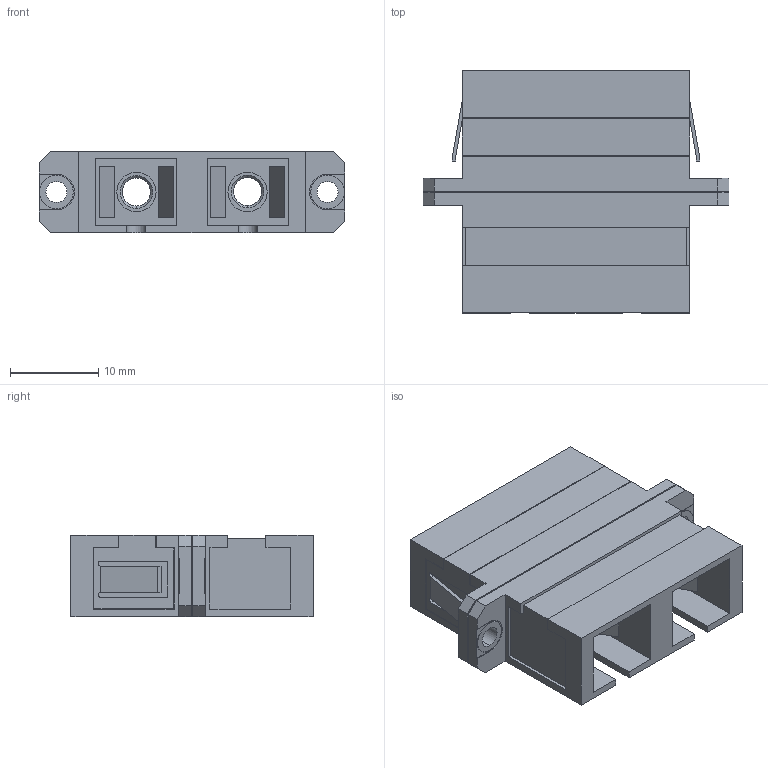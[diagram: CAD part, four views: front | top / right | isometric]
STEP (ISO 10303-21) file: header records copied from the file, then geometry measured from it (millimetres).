
FILE_DESCRIPTION (( 'STEP AP203' ), '1' );
FILE_NAME ('FOA-005MA.STEP', '2006-06-30T19:16:10', ( ' ' ), ( ' ' ), 'SwSTEP 2.0', 'SolidWorks 2005354', '' );
FILE_SCHEMA (( 'CONFIG_CONTROL_DESIGN' ));
Length unit declared in the file: inch
Products named in the file (2): FOA-005MA
Assembly tree (1 placements, depth 2):
  FOA-005MA
    FOA-005MA
Bounding box: 34.67 x 27.43 x 9.27 mm (x, y, z)
Volume: 3448 mm3; surface area: 5916.3 mm2
Topology: 1 solids, 1 shells, 254 faces, 684 edges, 452 vertices
Faces by surface type: plane 210, cylinder 36, cone 8
Entity records: 8068 total; most frequent: CARTESIAN_POINT 1394, ORIENTED_EDGE 1368, DIRECTION 1280, EDGE_CURVE 684, VECTOR 604, LINE 604, VERTEX_POINT 452, AXIS2_PLACEMENT_3D 338
